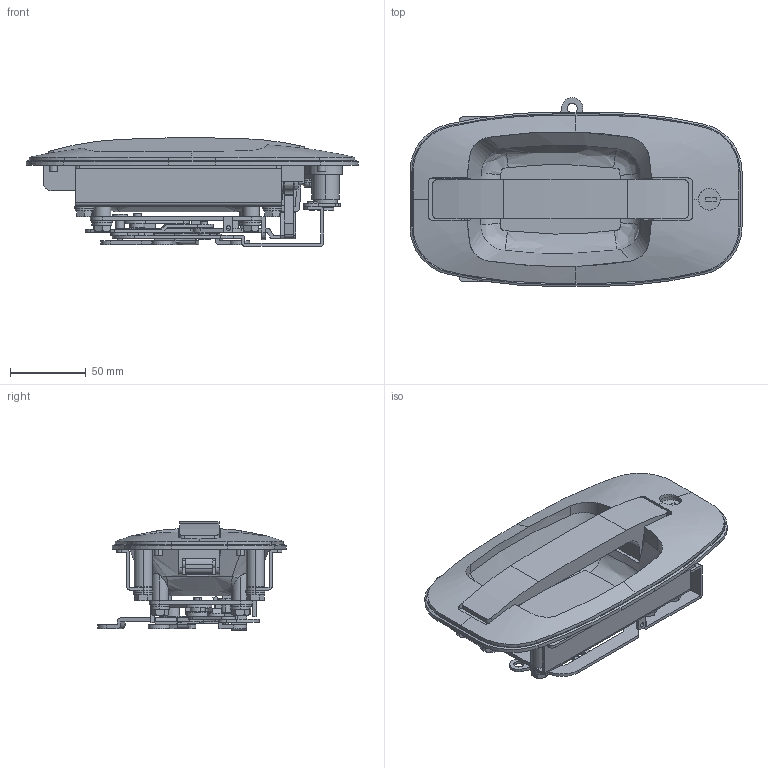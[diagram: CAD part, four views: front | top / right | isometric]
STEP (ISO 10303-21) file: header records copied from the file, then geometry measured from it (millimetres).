
FILE_DESCRIPTION (( 'STEP AP203' ), '1' );
FILE_NAME ('A-868-C.STEP', '2012-09-14T06:33:33', ( '11sw' ), ( 'タキゲン製造株式会社' ), 'SwSTEP 2.0', 'SolidWorks 2011', '' );
FILE_SCHEMA (( 'CONFIG_CONTROL_DESIGN' ));
Length unit declared in the file: millimetre
Products named in the file (22): A-868本体__A-868; A-868-Cキックピン_; A-868-C固定ピンB_; A-868-C儘僢僋嶌摦儗僶乕_; A-868-C儘僢僋儗僶乕_; A-868-CC用止め金_; A-868-C僀儞僫乕儘僢僋儗僶乕_; A-868-C儘僢僋嶌摦僺儞_; A-868-C儘僢僩僕儑僀儞僩_; A-868-C固定ピンA_; A-868僴儞僪儖__A-868; A-868十字穴付六角ボルト_; A-868-C僉僢僋儗僶乕_SLDPRT; A-868-Cベース_; A-868防水パッキン_; A-868取付金具_; A-868-C; A-868-C連結ピン_; A-868なべネジ_; A-868-C開閉レバー_; A-868ローター_; A-868ユニット本体_
Assembly tree (29 placements, depth 2):
  A-868-C
    A-868-C固定ピンA_
    A-868十字穴付六角ボルト_  x8
    A-868-C僉僢僋儗僶乕_SLDPRT
    A-868-Cベース_
    A-868-C連結ピン_
    A-868なべネジ_
    A-868防水パッキン_
    A-868-C開閉レバー_
    A-868ローター_
    A-868ユニット本体_
    A-868-Cキックピン_
    A-868-C固定ピンB_
    A-868取付金具_  x2
    A-868-C儘僢僋嶌摦儗僶乕_
    A-868-C儘僢僋儗僶乕_
    A-868本体__A-868
    A-868-CC用止め金_
    A-868-C僀儞僫乕儘僢僋儗僶乕_
    A-868-C儘僢僋嶌摦僺儞_
    A-868-C儘僢僩僕儑僀儞僩_
    A-868僴儞僪儖__A-868
Bounding box: 219 x 124.63 x 71.58 mm (x, y, z)
Volume: 271360.8 mm3; surface area: 187281.9 mm2
Topology: 31 solids, 31 shells, 1188 faces, 3119 edges, 2067 vertices
Faces by surface type: plane 607, cylinder 461, cone 58, bspline 32, torus 26, sphere 4
Entity records: 46025 total; most frequent: CARTESIAN_POINT 20724, ORIENTED_EDGE 4754, DIRECTION 4741, EDGE_CURVE 2377, AXIS2_PLACEMENT_3D 1717, VERTEX_POINT 1575, LINE 1307, VECTOR 1307
